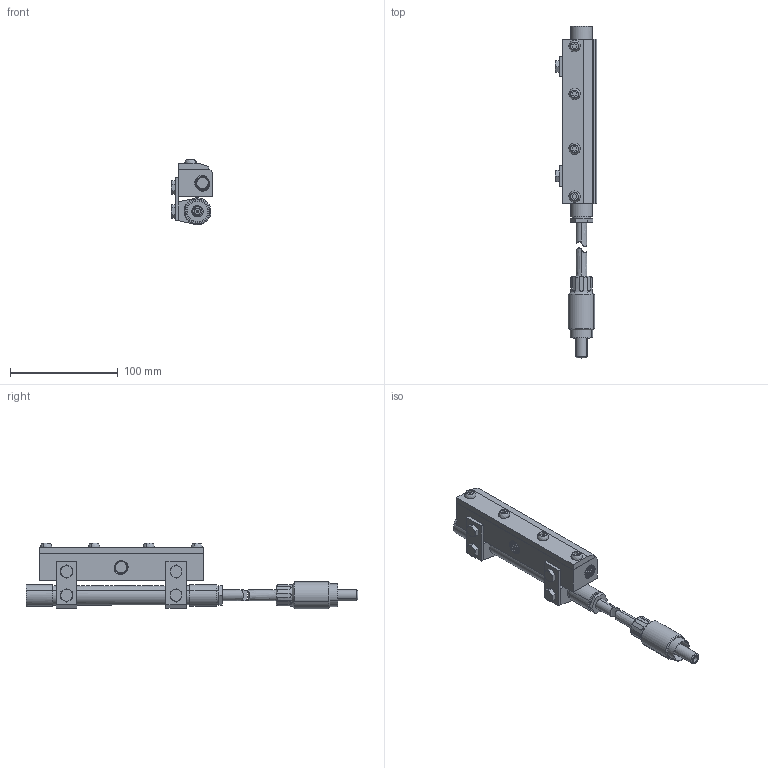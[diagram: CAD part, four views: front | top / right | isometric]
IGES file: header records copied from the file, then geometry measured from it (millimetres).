
Start section: START RECORD GO HERE.
Global section: file name: 16006.igs; native system: DASSAULT SYSTEMES CATIA V5 R21 - www.3ds.com; preprocessor: CATIA Version 5 Release 21 ; author: Het Padachh; organization: DESKTOP-DL55NFQ; date: 20201118.170144; units: millimetre
Bounding box: 38.65 x 308 x 60.81 mm (x, y, z)
Volume: 225914.2 mm3; surface area: 57031.7 mm2
Topology: 5 solids, 5 shells, 1409 faces, 3847 edges, 2521 vertices
Faces by surface type: extrusion 533, plane 376, bspline 263, revolution 237
